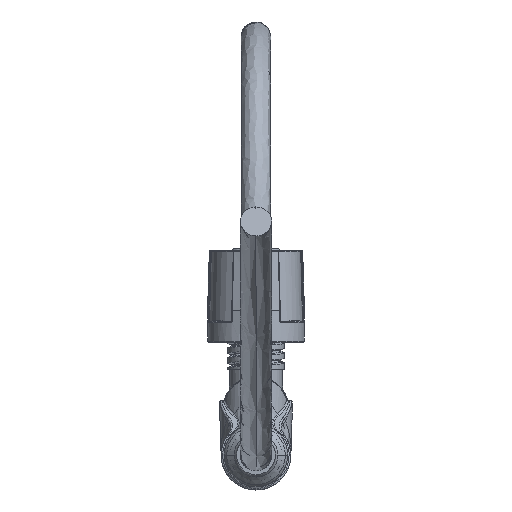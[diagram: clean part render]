
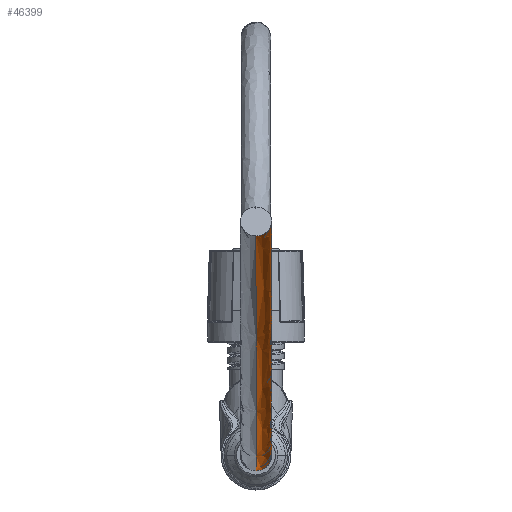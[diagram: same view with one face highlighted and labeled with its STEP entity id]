
A CAD part, left-side view. The second image highlights one B-rep face of the part: STEP entity #46399.
In plain terms, the highlighted free-form (B-spline) face has degree [3, 3] with [4, 4] control points.
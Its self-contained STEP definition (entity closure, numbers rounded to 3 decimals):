
#400 = CARTESIAN_POINT ( 'NONE',  ( -431.052, -3.142, 10.26 ) ) ;
#587 =( BOUNDED_SURFACE ( )  B_SPLINE_SURFACE ( 3, 3, ( 
 ( #10634, #61052, #45100, #65722 ),
 ( #29727, #35380, #50123, #55072 ),
 ( #30376, #25708, #39735, #50432 ),
 ( #5606, #26036, #46077, #36031 ) ),
 .UNSPECIFIED., .F., .F., .T. ) 
 B_SPLINE_SURFACE_WITH_KNOTS ( ( 4, 4 ),
 ( 4, 4 ),
 ( 0., 1. ),
 ( 0., 1. ),
 .UNSPECIFIED. ) 
 GEOMETRIC_REPRESENTATION_ITEM ( )  RATIONAL_B_SPLINE_SURFACE ( (
 ( 1., 0.987, 0.987, 1.),
 ( 0.333, 0.329, 0.329, 0.333),
 ( 0.333, 0.329, 0.329, 0.333),
 ( 1., 0.987, 0.987, 1.) ) ) 
 REPRESENTATION_ITEM ( '' )  SURFACE ( )  );
#719 = CARTESIAN_POINT ( 'NONE',  ( -430.326, -3.925, 12.006 ) ) ;
#1054 = CARTESIAN_POINT ( 'NONE',  ( -431.444, -1.983, 9.32 ) ) ;
#1684 = ORIENTED_EDGE ( 'NONE', *, *, #32110, .T. ) ;
#4254 = VERTEX_POINT ( 'NONE', #7806 ) ;
#4301 = CARTESIAN_POINT ( 'NONE',  ( -135.397, 0., -46.378 ) ) ;
#4748 = CARTESIAN_POINT ( 'NONE',  ( -430.226, -3.95, 12.247 ) ) ;
#5606 = CARTESIAN_POINT ( 'NONE',  ( -135.397, 0., -42.428 ) ) ;
#6016 = CARTESIAN_POINT ( 'NONE',  ( -428.611, 0., 16.13 ) ) ;
#6510 = B_SPLINE_CURVE_WITH_KNOTS ( 'NONE', 3,
 ( #14465, #49910, #34528, #19511, #40188, #60514, #14796, #57168, #45547, #35828, #11080, #46867, #16438, #55849, #51864, #30185, #46537, #4748, #719, #56176, #61182, #15126, #65850, #400, #40844, #15449, #21477, #1054, #60851, #45878, #20162, #46207, #10425, #26483 ),
 .UNSPECIFIED., .F., .F.,
 ( 4, 2, 2, 2, 2, 2, 2, 2, 2, 2, 2, 2, 2, 2, 2, 2, 4 ),
 ( 0., 0.001, 0.002, 0.002, 0.003, 0.004, 0.005, 0.005, 0.006, 0.007, 0.008, 0.008, 0.009, 0.01, 0.011, 0.012, 0.012 ),
 .UNSPECIFIED. ) ;
#7806 = CARTESIAN_POINT ( 'NONE',  ( -135.397, 0., -50.328 ) ) ;
#9544 = VERTEX_POINT ( 'NONE', #30748 ) ;
#9885 = DIRECTION ( 'NONE',  ( 0., 0., 1. ) ) ;
#10425 = CARTESIAN_POINT ( 'NONE',  ( -431.645, -0.261, 8.836 ) ) ;
#10634 = CARTESIAN_POINT ( 'NONE',  ( -135.397, 0., -50.328 ) ) ;
#11080 = CARTESIAN_POINT ( 'NONE',  ( -429.202, -3.139, 14.71 ) ) ;
#13354 = ORIENTED_EDGE ( 'NONE', *, *, #46459, .T. ) ;
#14097 = CARTESIAN_POINT ( 'NONE',  ( -431.645, 0., 8.836 ) ) ;
#14465 = CARTESIAN_POINT ( 'NONE',  ( -428.611, 0., 16.13 ) ) ;
#14771 = ORIENTED_EDGE ( 'NONE', *, *, #39584, .F. ) ;
#14796 = CARTESIAN_POINT ( 'NONE',  ( -428.811, -1.978, 15.648 ) ) ;
#15126 = CARTESIAN_POINT ( 'NONE',  ( -430.799, -3.552, 10.869 ) ) ;
#15449 = CARTESIAN_POINT ( 'NONE',  ( -431.271, -2.611, 9.735 ) ) ;
#16438 = CARTESIAN_POINT ( 'NONE',  ( -429.456, -3.55, 14.099 ) ) ;
#18101 = AXIS2_PLACEMENT_3D ( 'NONE', #49049, #44040, #48370 ) ;
#19511 = CARTESIAN_POINT ( 'NONE',  ( -428.659, -1.022, 16.013 ) ) ;
#20162 = CARTESIAN_POINT ( 'NONE',  ( -431.596, -1.028, 8.953 ) ) ;
#21477 = CARTESIAN_POINT ( 'NONE',  ( -431.334, -2.411, 9.584 ) ) ;
#25156 = EDGE_LOOP ( 'NONE', ( #13354, #41124, #1684, #14771 ) ) ;
#25708 = CARTESIAN_POINT ( 'NONE',  ( -236.369, -7.9, -42.428 ) ) ;
#26036 = CARTESIAN_POINT ( 'NONE',  ( -236.369, 0., -42.428 ) ) ;
#26264 = CARTESIAN_POINT ( 'NONE',  ( -135.397, 0., 720.95 ) ) ;
#26483 = CARTESIAN_POINT ( 'NONE',  ( -431.645, 0., 8.836 ) ) ;
#28087 = FACE_OUTER_BOUND ( 'NONE', #25156, .T. ) ;
#29727 = CARTESIAN_POINT ( 'NONE',  ( -135.397, -7.9, -50.328 ) ) ;
#30185 = CARTESIAN_POINT ( 'NONE',  ( -429.93, -3.925, 12.96 ) ) ;
#30376 = CARTESIAN_POINT ( 'NONE',  ( -135.397, -7.9, -42.428 ) ) ;
#30748 = CARTESIAN_POINT ( 'NONE',  ( -135.397, 0., -42.428 ) ) ;
#32110 = EDGE_CURVE ( 'NONE', #46166, #53956, #6510, .T. ) ;
#34528 = CARTESIAN_POINT ( 'NONE',  ( -428.621, -0.518, 16.106 ) ) ;
#35380 = CARTESIAN_POINT ( 'NONE',  ( -237.414, -7.9, -50.328 ) ) ;
#35697 = DIRECTION ( 'NONE',  ( 0., 0., -1. ) ) ;
#35828 = CARTESIAN_POINT ( 'NONE',  ( -429.125, -2.975, 14.893 ) ) ;
#36031 = CARTESIAN_POINT ( 'NONE',  ( -428.611, 0., 16.13 ) ) ;
#37248 = CIRCLE ( 'NONE', #50058, 3.95 ) ;
#39189 = CIRCLE ( 'NONE', #45596, 771.278 ) ;
#39584 = EDGE_CURVE ( 'NONE', #4254, #53956, #39189, .T. ) ;
#39735 = CARTESIAN_POINT ( 'NONE',  ( -335.385, -7.9, -22.653 ) ) ;
#40188 = CARTESIAN_POINT ( 'NONE',  ( -428.688, -1.273, 15.943 ) ) ;
#40844 = CARTESIAN_POINT ( 'NONE',  ( -431.129, -2.979, 10.076 ) ) ;
#41124 = ORIENTED_EDGE ( 'NONE', *, *, #46839, .T. ) ;
#44040 = DIRECTION ( 'NONE',  ( 0., 1., 0. ) ) ;
#45100 = CARTESIAN_POINT ( 'NONE',  ( -337.454, 0., -30.349 ) ) ;
#45547 = CARTESIAN_POINT ( 'NONE',  ( -428.985, -2.611, 15.23 ) ) ;
#45596 = AXIS2_PLACEMENT_3D ( 'NONE', #26264, #50995, #9885 ) ;
#45751 = DIRECTION ( 'NONE',  ( -1., 0., 0. ) ) ;
#45878 = CARTESIAN_POINT ( 'NONE',  ( -431.567, -1.274, 9.022 ) ) ;
#46077 = CARTESIAN_POINT ( 'NONE',  ( -335.385, 0., -22.653 ) ) ;
#46166 = VERTEX_POINT ( 'NONE', #6016 ) ;
#46207 = CARTESIAN_POINT ( 'NONE',  ( -431.635, -0.522, 8.86 ) ) ;
#46399 = ADVANCED_FACE ( 'NONE', ( #28087 ), #587, .T. ) ;
#46459 = EDGE_CURVE ( 'NONE', #4254, #9544, #37248, .T. ) ;
#46537 = CARTESIAN_POINT ( 'NONE',  ( -430.028, -3.95, 12.723 ) ) ;
#46839 = EDGE_CURVE ( 'NONE', #9544, #46166, #48893, .T. ) ;
#46867 = CARTESIAN_POINT ( 'NONE',  ( -429.367, -3.428, 14.311 ) ) ;
#48370 = DIRECTION ( 'NONE',  ( 0., 0., 1. ) ) ;
#48893 = CIRCLE ( 'NONE', #18101, 763.378 ) ;
#49049 = CARTESIAN_POINT ( 'NONE',  ( -135.397, 0., 720.95 ) ) ;
#49910 = CARTESIAN_POINT ( 'NONE',  ( -428.611, -0.261, 16.13 ) ) ;
#50058 = AXIS2_PLACEMENT_3D ( 'NONE', #4301, #45751, #35697 ) ;
#50123 = CARTESIAN_POINT ( 'NONE',  ( -337.454, -7.9, -30.349 ) ) ;
#50432 = CARTESIAN_POINT ( 'NONE',  ( -428.611, -7.9, 16.13 ) ) ;
#50995 = DIRECTION ( 'NONE',  ( 0., 1., 0. ) ) ;
#51864 = CARTESIAN_POINT ( 'NONE',  ( -429.734, -3.823, 13.43 ) ) ;
#53956 = VERTEX_POINT ( 'NONE', #14097 ) ;
#55072 = CARTESIAN_POINT ( 'NONE',  ( -431.645, -7.9, 8.836 ) ) ;
#55849 = CARTESIAN_POINT ( 'NONE',  ( -429.638, -3.747, 13.66 ) ) ;
#56176 = CARTESIAN_POINT ( 'NONE',  ( -430.521, -3.824, 11.538 ) ) ;
#57168 = CARTESIAN_POINT ( 'NONE',  ( -428.921, -2.408, 15.384 ) ) ;
#60514 = CARTESIAN_POINT ( 'NONE',  ( -428.764, -1.751, 15.76 ) ) ;
#60851 = CARTESIAN_POINT ( 'NONE',  ( -431.491, -1.753, 9.206 ) ) ;
#61052 = CARTESIAN_POINT ( 'NONE',  ( -237.414, 0., -50.328 ) ) ;
#61182 = CARTESIAN_POINT ( 'NONE',  ( -430.616, -3.749, 11.311 ) ) ;
#65722 = CARTESIAN_POINT ( 'NONE',  ( -431.645, 0., 8.836 ) ) ;
#65850 = CARTESIAN_POINT ( 'NONE',  ( -430.888, -3.428, 10.656 ) ) ;
